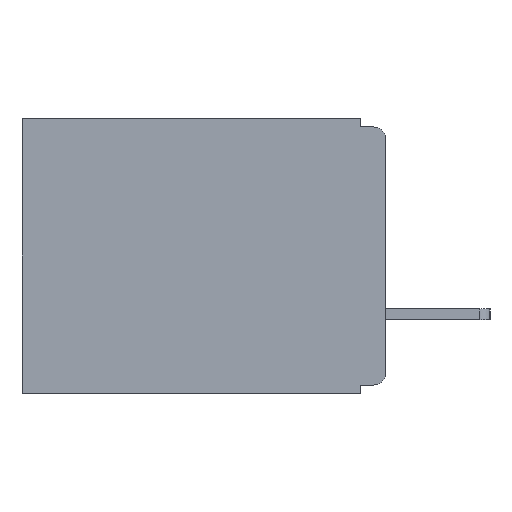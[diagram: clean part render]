
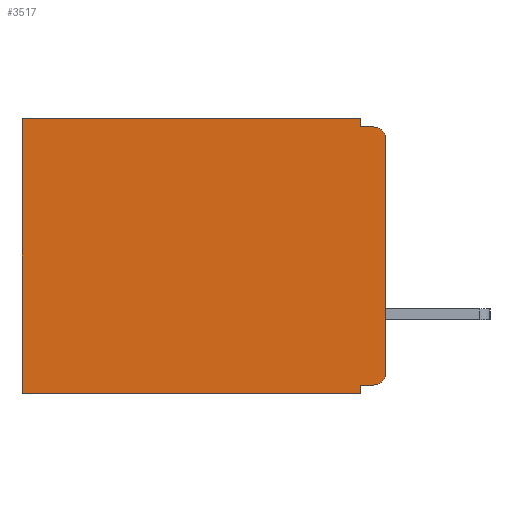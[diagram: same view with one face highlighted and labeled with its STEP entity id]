
A CAD part, left-side view. The second image highlights one B-rep face of the part: STEP entity #3517.
In plain terms, the highlighted planar face has unit normal (-1, 0, 0).
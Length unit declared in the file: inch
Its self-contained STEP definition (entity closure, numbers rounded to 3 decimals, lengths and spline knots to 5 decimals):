
#76 = EDGE_CURVE ( 'NONE', #1472, #8007, #14665, .T. ) ;
#592 = CARTESIAN_POINT ( 'NONE',  ( 0.3, 0., -0.025 ) ) ;
#1244 = AXIS2_PLACEMENT_3D ( 'NONE', #17150, #7991, #18686 ) ;
#1268 = VECTOR ( 'NONE', #13799, 39.37008 ) ;
#1472 = VERTEX_POINT ( 'NONE', #592 ) ;
#1511 = CARTESIAN_POINT ( 'NONE',  ( 0.3, 0., -0.33 ) ) ;
#1809 = EDGE_LOOP ( 'NONE', ( #18803, #4225, #6603, #14965, #3964, #16597, #3847, #10333, #1889, #14676 ) ) ;
#1889 = ORIENTED_EDGE ( 'NONE', *, *, #11431, .F. ) ;
#2309 = VECTOR ( 'NONE', #12107, 39.37008 ) ;
#2326 = VERTEX_POINT ( 'NONE', #19934 ) ;
#2802 = VERTEX_POINT ( 'NONE', #14604 ) ;
#2832 = DIRECTION ( 'NONE',  ( 0., 0., -1. ) ) ;
#3098 = DIRECTION ( 'NONE',  ( 0., 1., 0. ) ) ;
#3480 = CIRCLE ( 'NONE', #1244, 0.015 ) ;
#3517 = ADVANCED_FACE ( 'NONE', ( #7825 ), #7330, .F. ) ;
#3629 = EDGE_CURVE ( 'NONE', #18760, #2802, #18587, .T. ) ;
#3826 = CARTESIAN_POINT ( 'NONE',  ( 0.3, 0., -0.33 ) ) ;
#3847 = ORIENTED_EDGE ( 'NONE', *, *, #7648, .F. ) ;
#3964 = ORIENTED_EDGE ( 'NONE', *, *, #9845, .T. ) ;
#4225 = ORIENTED_EDGE ( 'NONE', *, *, #76, .T. ) ;
#4280 = CARTESIAN_POINT ( 'NONE',  ( 0.3, 0.015, -0.025 ) ) ;
#4985 = AXIS2_PLACEMENT_3D ( 'NONE', #4280, #14938, #7291 ) ;
#5311 = EDGE_CURVE ( 'NONE', #2326, #9432, #15210, .T. ) ;
#5538 = VERTEX_POINT ( 'NONE', #8612 ) ;
#5573 = AXIS2_PLACEMENT_3D ( 'NONE', #7325, #19914, #19771 ) ;
#6411 = LINE ( 'NONE', #10591, #2309 ) ;
#6603 = ORIENTED_EDGE ( 'NONE', *, *, #18246, .F. ) ;
#7061 = VECTOR ( 'NONE', #3098, 39.37008 ) ;
#7291 = DIRECTION ( 'NONE',  ( 0., 0., -1. ) ) ;
#7325 = CARTESIAN_POINT ( 'NONE',  ( 0.3, 0., -0.33 ) ) ;
#7330 = PLANE ( 'NONE',  #5573 ) ;
#7648 = EDGE_CURVE ( 'NONE', #16897, #2802, #19266, .T. ) ;
#7825 = FACE_OUTER_BOUND ( 'NONE', #1809, .T. ) ;
#7846 = DIRECTION ( 'NONE',  ( 0., 0., -1. ) ) ;
#7991 = DIRECTION ( 'NONE',  ( -1., 0., 0. ) ) ;
#8007 = VERTEX_POINT ( 'NONE', #10069 ) ;
#8612 = CARTESIAN_POINT ( 'NONE',  ( 0.3, 0., -0.305 ) ) ;
#8662 = CARTESIAN_POINT ( 'NONE',  ( 0.3, 0.031, -0.33 ) ) ;
#9432 = VERTEX_POINT ( 'NONE', #10508 ) ;
#9440 = VECTOR ( 'NONE', #14991, 39.37008 ) ;
#9509 = LINE ( 'NONE', #18406, #1268 ) ;
#9763 = VECTOR ( 'NONE', #10204, 39.37008 ) ;
#9845 = EDGE_CURVE ( 'NONE', #2326, #18760, #6411, .T. ) ;
#9914 = LINE ( 'NONE', #13444, #9440 ) ;
#10069 = CARTESIAN_POINT ( 'NONE',  ( 0.3, 0.015, -0.01 ) ) ;
#10204 = DIRECTION ( 'NONE',  ( 0., 0., -1. ) ) ;
#10258 = VERTEX_POINT ( 'NONE', #16056 ) ;
#10333 = ORIENTED_EDGE ( 'NONE', *, *, #17004, .F. ) ;
#10355 = DIRECTION ( 'NONE',  ( 0., 0., -1. ) ) ;
#10508 = CARTESIAN_POINT ( 'NONE',  ( 0.3, 0.031, -0.01 ) ) ;
#10591 = CARTESIAN_POINT ( 'NONE',  ( 0.3, 0., 0. ) ) ;
#11431 = EDGE_CURVE ( 'NONE', #16948, #10258, #9509, .T. ) ;
#11455 = CARTESIAN_POINT ( 'NONE',  ( 0.3, 0.031, -0.33 ) ) ;
#12107 = DIRECTION ( 'NONE',  ( 0., 1., 0. ) ) ;
#12151 = CARTESIAN_POINT ( 'NONE',  ( 0.3, 0.437, -0.33 ) ) ;
#12362 = EDGE_CURVE ( 'NONE', #1472, #5538, #18802, .T. ) ;
#13444 = CARTESIAN_POINT ( 'NONE',  ( 0.3, 0., -0.01 ) ) ;
#13799 = DIRECTION ( 'NONE',  ( 0., 1., 0. ) ) ;
#14604 = CARTESIAN_POINT ( 'NONE',  ( 0.3, 0.437, -0.33 ) ) ;
#14620 = CARTESIAN_POINT ( 'NONE',  ( 0.3, 0.015, -0.32 ) ) ;
#14665 = CIRCLE ( 'NONE', #4985, 0.015 ) ;
#14676 = ORIENTED_EDGE ( 'NONE', *, *, #17342, .T. ) ;
#14737 = VECTOR ( 'NONE', #2832, 39.37008 ) ;
#14938 = DIRECTION ( 'NONE',  ( -1., 0., 0. ) ) ;
#14965 = ORIENTED_EDGE ( 'NONE', *, *, #5311, .F. ) ;
#14991 = DIRECTION ( 'NONE',  ( 0., -1., 0. ) ) ;
#15210 = LINE ( 'NONE', #18849, #19241 ) ;
#16056 = CARTESIAN_POINT ( 'NONE',  ( 0.3, 0.031, -0.32 ) ) ;
#16297 = CARTESIAN_POINT ( 'NONE',  ( 0.3, 0.437, 0. ) ) ;
#16597 = ORIENTED_EDGE ( 'NONE', *, *, #3629, .T. ) ;
#16897 = VERTEX_POINT ( 'NONE', #11455 ) ;
#16948 = VERTEX_POINT ( 'NONE', #14620 ) ;
#17004 = EDGE_CURVE ( 'NONE', #10258, #16897, #17890, .T. ) ;
#17150 = CARTESIAN_POINT ( 'NONE',  ( 0.3, 0.015, -0.305 ) ) ;
#17342 = EDGE_CURVE ( 'NONE', #16948, #5538, #3480, .T. ) ;
#17611 = VECTOR ( 'NONE', #7846, 39.37008 ) ;
#17890 = LINE ( 'NONE', #8662, #9763 ) ;
#18246 = EDGE_CURVE ( 'NONE', #9432, #8007, #9914, .T. ) ;
#18406 = CARTESIAN_POINT ( 'NONE',  ( 0.3, 0., -0.32 ) ) ;
#18587 = LINE ( 'NONE', #12151, #17611 ) ;
#18686 = DIRECTION ( 'NONE',  ( 0., 0., -1. ) ) ;
#18760 = VERTEX_POINT ( 'NONE', #16297 ) ;
#18802 = LINE ( 'NONE', #3826, #14737 ) ;
#18803 = ORIENTED_EDGE ( 'NONE', *, *, #12362, .F. ) ;
#18849 = CARTESIAN_POINT ( 'NONE',  ( 0.3, 0.031, 0. ) ) ;
#19241 = VECTOR ( 'NONE', #10355, 39.37008 ) ;
#19266 = LINE ( 'NONE', #1511, #7061 ) ;
#19771 = DIRECTION ( 'NONE',  ( 0., 0., -1. ) ) ;
#19914 = DIRECTION ( 'NONE',  ( 1., 0., 0. ) ) ;
#19934 = CARTESIAN_POINT ( 'NONE',  ( 0.3, 0.031, 0. ) ) ;
